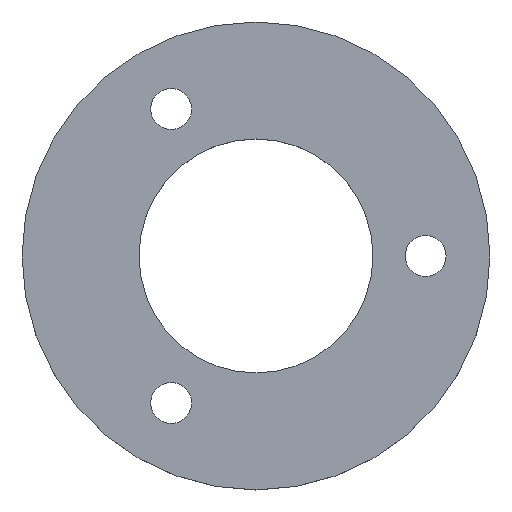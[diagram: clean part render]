
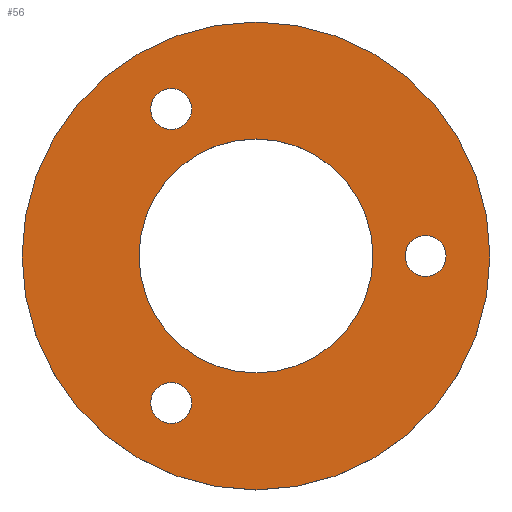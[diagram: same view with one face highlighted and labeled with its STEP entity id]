
A CAD part, top view. The second image highlights one B-rep face of the part: STEP entity #56.
In plain terms, the highlighted planar face has unit normal (0, 0, 1).
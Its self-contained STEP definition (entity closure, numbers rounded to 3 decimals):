
#2 = EDGE_CURVE ( 'NONE', #142, #419, #439, .T. ) ;
#7 = DIRECTION ( 'NONE',  ( 0., 0., 1. ) ) ;
#11 = AXIS2_PLACEMENT_3D ( 'NONE', #36, #32, #216 ) ;
#16 = ORIENTED_EDGE ( 'NONE', *, *, #255, .F. ) ;
#22 = CARTESIAN_POINT ( 'NONE',  ( 14.5, 0., 3. ) ) ;
#24 = DIRECTION ( 'NONE',  ( 1., 0., 0. ) ) ;
#25 = DIRECTION ( 'NONE',  ( 1., 0., 0. ) ) ;
#30 = CARTESIAN_POINT ( 'NONE',  ( 0., 0., 3. ) ) ;
#32 = DIRECTION ( 'NONE',  ( 0., 0., 1. ) ) ;
#33 = DIRECTION ( 'NONE',  ( 1., 0., 0. ) ) ;
#35 = EDGE_LOOP ( 'NONE', ( #124, #336 ) ) ;
#36 = CARTESIAN_POINT ( 'NONE',  ( 0., 0., 3. ) ) ;
#44 = EDGE_CURVE ( 'NONE', #457, #183, #423, .T. ) ;
#56 = ADVANCED_FACE ( 'NONE', ( #270, #376, #101, #401, #277 ), #80, .T. ) ;
#60 = AXIS2_PLACEMENT_3D ( 'NONE', #30, #179, #208 ) ;
#61 = ORIENTED_EDGE ( 'NONE', *, *, #231, .F. ) ;
#67 = DIRECTION ( 'NONE',  ( 0., 0., 1. ) ) ;
#73 = CARTESIAN_POINT ( 'NONE',  ( 0., 0., 3. ) ) ;
#75 = DIRECTION ( 'NONE',  ( 0., 0., 1. ) ) ;
#76 = CARTESIAN_POINT ( 'NONE',  ( 10., 0., 3. ) ) ;
#78 = CARTESIAN_POINT ( 'NONE',  ( 14.5, 0., 3. ) ) ;
#79 = VERTEX_POINT ( 'NONE', #155 ) ;
#80 = PLANE ( 'NONE',  #11 ) ;
#84 = CIRCLE ( 'NONE', #60, 20. ) ;
#101 = FACE_OUTER_BOUND ( 'NONE', #379, .T. ) ;
#108 = ORIENTED_EDGE ( 'NONE', *, *, #2, .F. ) ;
#114 = CARTESIAN_POINT ( 'NONE',  ( 20., 0., 3. ) ) ;
#119 = CARTESIAN_POINT ( 'NONE',  ( 12.75, 0., 3. ) ) ;
#121 = AXIS2_PLACEMENT_3D ( 'NONE', #78, #153, #254 ) ;
#124 = ORIENTED_EDGE ( 'NONE', *, *, #303, .F. ) ;
#131 = AXIS2_PLACEMENT_3D ( 'NONE', #22, #67, #382 ) ;
#132 = EDGE_CURVE ( 'NONE', #136, #404, #252, .T. ) ;
#136 = VERTEX_POINT ( 'NONE', #114 ) ;
#142 = VERTEX_POINT ( 'NONE', #426 ) ;
#143 = CIRCLE ( 'NONE', #121, 1.75 ) ;
#153 = DIRECTION ( 'NONE',  ( 0., 0., 1. ) ) ;
#155 = CARTESIAN_POINT ( 'NONE',  ( -9., 12.557, 3. ) ) ;
#157 = CARTESIAN_POINT ( 'NONE',  ( 0., 0., 3. ) ) ;
#158 = CIRCLE ( 'NONE', #418, 10. ) ;
#159 = CARTESIAN_POINT ( 'NONE',  ( -20., 0., 3. ) ) ;
#165 = CIRCLE ( 'NONE', #330, 1.75 ) ;
#167 = VERTEX_POINT ( 'NONE', #186 ) ;
#171 = AXIS2_PLACEMENT_3D ( 'NONE', #185, #284, #25 ) ;
#179 = DIRECTION ( 'NONE',  ( 0., 0., 1. ) ) ;
#183 = VERTEX_POINT ( 'NONE', #76 ) ;
#185 = CARTESIAN_POINT ( 'NONE',  ( -7.25, -12.557, 3. ) ) ;
#186 = CARTESIAN_POINT ( 'NONE',  ( -5.5, 12.557, 3. ) ) ;
#191 = DIRECTION ( 'NONE',  ( 1., 0., 0. ) ) ;
#193 = DIRECTION ( 'NONE',  ( 1., 0., 0. ) ) ;
#196 = DIRECTION ( 'NONE',  ( 0., 0., 1. ) ) ;
#197 = ORIENTED_EDGE ( 'NONE', *, *, #132, .T. ) ;
#208 = DIRECTION ( 'NONE',  ( 1., 0., 0. ) ) ;
#216 = DIRECTION ( 'NONE',  ( 1., 0., 0. ) ) ;
#220 = DIRECTION ( 'NONE',  ( 1., 0., 0. ) ) ;
#223 = AXIS2_PLACEMENT_3D ( 'NONE', #243, #75, #433 ) ;
#226 = EDGE_CURVE ( 'NONE', #404, #136, #84, .T. ) ;
#231 = EDGE_CURVE ( 'NONE', #388, #440, #256, .T. ) ;
#242 = DIRECTION ( 'NONE',  ( 0., 0., 1. ) ) ;
#243 = CARTESIAN_POINT ( 'NONE',  ( 0., 0., 3. ) ) ;
#250 = AXIS2_PLACEMENT_3D ( 'NONE', #393, #282, #33 ) ;
#252 = CIRCLE ( 'NONE', #223, 20. ) ;
#254 = DIRECTION ( 'NONE',  ( 1., 0., 0. ) ) ;
#255 = EDGE_CURVE ( 'NONE', #440, #388, #449, .T. ) ;
#256 = CIRCLE ( 'NONE', #250, 1.75 ) ;
#257 = EDGE_LOOP ( 'NONE', ( #16, #61 ) ) ;
#270 = FACE_BOUND ( 'NONE', #257, .T. ) ;
#272 = ORIENTED_EDGE ( 'NONE', *, *, #360, .F. ) ;
#275 = CARTESIAN_POINT ( 'NONE',  ( -7.25, 12.557, 3. ) ) ;
#277 = FACE_BOUND ( 'NONE', #35, .T. ) ;
#282 = DIRECTION ( 'NONE',  ( 0., 0., 1. ) ) ;
#284 = DIRECTION ( 'NONE',  ( 0., 0., 1. ) ) ;
#286 = CARTESIAN_POINT ( 'NONE',  ( -5.5, -12.557, 3. ) ) ;
#290 = AXIS2_PLACEMENT_3D ( 'NONE', #275, #427, #220 ) ;
#301 = ORIENTED_EDGE ( 'NONE', *, *, #226, .T. ) ;
#303 = EDGE_CURVE ( 'NONE', #79, #167, #380, .T. ) ;
#329 = CARTESIAN_POINT ( 'NONE',  ( -9., -12.557, 3. ) ) ;
#330 = AXIS2_PLACEMENT_3D ( 'NONE', #441, #196, #193 ) ;
#336 = ORIENTED_EDGE ( 'NONE', *, *, #410, .F. ) ;
#360 = EDGE_CURVE ( 'NONE', #183, #457, #158, .T. ) ;
#376 = FACE_BOUND ( 'NONE', #447, .T. ) ;
#379 = EDGE_LOOP ( 'NONE', ( #301, #197 ) ) ;
#380 = CIRCLE ( 'NONE', #290, 1.75 ) ;
#382 = DIRECTION ( 'NONE',  ( 1., 0., 0. ) ) ;
#387 = ORIENTED_EDGE ( 'NONE', *, *, #44, .F. ) ;
#388 = VERTEX_POINT ( 'NONE', #286 ) ;
#393 = CARTESIAN_POINT ( 'NONE',  ( -7.25, -12.557, 3. ) ) ;
#394 = CARTESIAN_POINT ( 'NONE',  ( -10., 0., 3. ) ) ;
#401 = FACE_BOUND ( 'NONE', #468, .T. ) ;
#404 = VERTEX_POINT ( 'NONE', #159 ) ;
#410 = EDGE_CURVE ( 'NONE', #167, #79, #165, .T. ) ;
#418 = AXIS2_PLACEMENT_3D ( 'NONE', #157, #7, #191 ) ;
#419 = VERTEX_POINT ( 'NONE', #119 ) ;
#423 = CIRCLE ( 'NONE', #452, 10. ) ;
#426 = CARTESIAN_POINT ( 'NONE',  ( 16.25, 0., 3. ) ) ;
#427 = DIRECTION ( 'NONE',  ( 0., 0., 1. ) ) ;
#433 = DIRECTION ( 'NONE',  ( 1., 0., 0. ) ) ;
#435 = ORIENTED_EDGE ( 'NONE', *, *, #438, .F. ) ;
#438 = EDGE_CURVE ( 'NONE', #419, #142, #143, .T. ) ;
#439 = CIRCLE ( 'NONE', #131, 1.75 ) ;
#440 = VERTEX_POINT ( 'NONE', #329 ) ;
#441 = CARTESIAN_POINT ( 'NONE',  ( -7.25, 12.557, 3. ) ) ;
#447 = EDGE_LOOP ( 'NONE', ( #387, #272 ) ) ;
#449 = CIRCLE ( 'NONE', #171, 1.75 ) ;
#452 = AXIS2_PLACEMENT_3D ( 'NONE', #73, #242, #24 ) ;
#457 = VERTEX_POINT ( 'NONE', #394 ) ;
#468 = EDGE_LOOP ( 'NONE', ( #435, #108 ) ) ;
